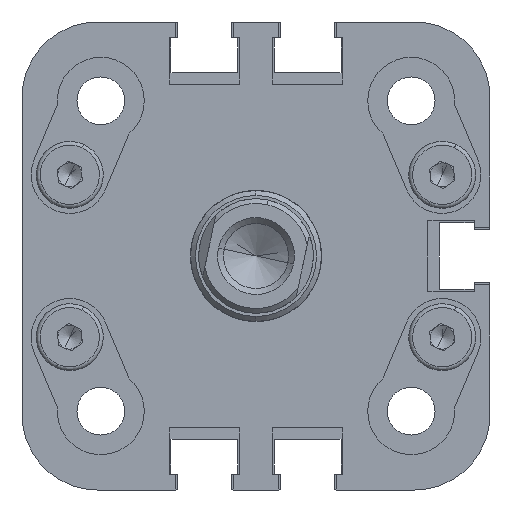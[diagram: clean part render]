
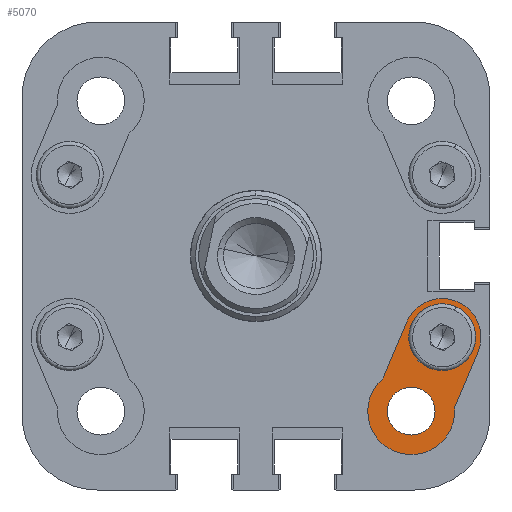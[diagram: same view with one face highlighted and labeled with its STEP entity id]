
A CAD part, left-side view. The second image highlights one B-rep face of the part: STEP entity #5070.
In plain terms, the highlighted face is planar.
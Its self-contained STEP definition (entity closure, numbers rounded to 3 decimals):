
#28 = DIRECTION ( 'NONE',  ( 0., 0., -1. ) ) ;
#472 = ORIENTED_EDGE ( 'NONE', *, *, #6188, .F. ) ;
#857 = CARTESIAN_POINT ( 'NONE',  ( -4.5, -16.25, 18.75 ) ) ;
#1162 = DIRECTION ( 'NONE',  ( 0., 0., -1. ) ) ;
#1467 = CARTESIAN_POINT ( 'NONE',  ( -4.5, -19.5, 4.45 ) ) ;
#1612 = DIRECTION ( 'NONE',  ( 1., 0., 0. ) ) ;
#1662 = EDGE_CURVE ( 'NONE', #8925, #8562, #18345, .T. ) ;
#1769 = ORIENTED_EDGE ( 'NONE', *, *, #15517, .T. ) ;
#1953 = FACE_OUTER_BOUND ( 'NONE', #4053, .T. ) ;
#2019 = ORIENTED_EDGE ( 'NONE', *, *, #4116, .F. ) ;
#2026 = AXIS2_PLACEMENT_3D ( 'NONE', #20023, #16380, #28 ) ;
#2067 = FACE_BOUND ( 'NONE', #16183, .T. ) ;
#2259 = DIRECTION ( 'NONE',  ( 0., 0., -1. ) ) ;
#2478 = CARTESIAN_POINT ( 'NONE',  ( -4.5, -23.235, 10.066 ) ) ;
#2621 = DIRECTION ( 'NONE',  ( 1., 0., 0. ) ) ;
#2832 = AXIS2_PLACEMENT_3D ( 'NONE', #18101, #8096, #6781 ) ;
#2859 = EDGE_CURVE ( 'NONE', #8471, #4534, #19368, .T. ) ;
#3163 = DIRECTION ( 'NONE',  ( 1., 0., 0. ) ) ;
#3509 = DIRECTION ( 'NONE',  ( 0., 0.387, 0.922 ) ) ;
#3659 = ORIENTED_EDGE ( 'NONE', *, *, #19092, .F. ) ;
#3807 = CARTESIAN_POINT ( 'NONE',  ( -4.5, -20.787, 15.904 ) ) ;
#3949 = DIRECTION ( 'NONE',  ( 0., 0., 1. ) ) ;
#4053 = EDGE_LOOP ( 'NONE', ( #472, #12666, #1769, #19527, #9657 ) ) ;
#4116 = EDGE_CURVE ( 'NONE', #10615, #14364, #19701, .T. ) ;
#4122 = CIRCLE ( 'NONE', #2026, 2.65 ) ;
#4534 = VERTEX_POINT ( 'NONE', #1467 ) ;
#4647 = DIRECTION ( 'NONE',  ( 1., 0., 0. ) ) ;
#4808 = CARTESIAN_POINT ( 'NONE',  ( -4.5, -16.25, 16.25 ) ) ;
#5070 = ADVANCED_FACE ( 'NONE', ( #16886, #2067, #1953 ), #15240, .F. ) ;
#5102 = VERTEX_POINT ( 'NONE', #857 ) ;
#5195 = DIRECTION ( 'NONE',  ( 0., -0.387, -0.922 ) ) ;
#5366 = CARTESIAN_POINT ( 'NONE',  ( -4.5, -16.25, 13.75 ) ) ;
#5942 = DIRECTION ( 'NONE',  ( 0., 0., 1. ) ) ;
#5949 = CIRCLE ( 'NONE', #2832, 4.05 ) ;
#6188 = EDGE_CURVE ( 'NONE', #8471, #12359, #16470, .T. ) ;
#6781 = DIRECTION ( 'NONE',  ( 0., 0., -1. ) ) ;
#6971 = CIRCLE ( 'NONE', #14949, 2.5 ) ;
#6979 = CARTESIAN_POINT ( 'NONE',  ( -4.5, -16.85, 8.5 ) ) ;
#8096 = DIRECTION ( 'NONE',  ( 1., 0., 0. ) ) ;
#8471 = VERTEX_POINT ( 'NONE', #2478 ) ;
#8541 = CIRCLE ( 'NONE', #19640, 2.5 ) ;
#8562 = VERTEX_POINT ( 'NONE', #19848 ) ;
#8925 = VERTEX_POINT ( 'NONE', #9714 ) ;
#8965 = EDGE_CURVE ( 'NONE', #14364, #10615, #4122, .T. ) ;
#9155 = CARTESIAN_POINT ( 'NONE',  ( -4.5, -16.25, 16.25 ) ) ;
#9531 = EDGE_CURVE ( 'NONE', #8925, #12359, #13159, .T. ) ;
#9601 = VECTOR ( 'NONE', #5195, 1000. ) ;
#9657 = ORIENTED_EDGE ( 'NONE', *, *, #9531, .T. ) ;
#9714 = CARTESIAN_POINT ( 'NONE',  ( -4.5, -13.317, 12.771 ) ) ;
#10008 = AXIS2_PLACEMENT_3D ( 'NONE', #16538, #1612, #14894 ) ;
#10033 = CARTESIAN_POINT ( 'NONE',  ( -4.5, -19.985, 17.816 ) ) ;
#10221 = EDGE_LOOP ( 'NONE', ( #3659, #15394 ) ) ;
#10335 = AXIS2_PLACEMENT_3D ( 'NONE', #12820, #16082, #1162 ) ;
#10343 = DIRECTION ( 'NONE',  ( -1., 0., 0. ) ) ;
#10615 = VERTEX_POINT ( 'NONE', #18588 ) ;
#11437 = ORIENTED_EDGE ( 'NONE', *, *, #8965, .F. ) ;
#11769 = AXIS2_PLACEMENT_3D ( 'NONE', #6979, #10343, #13624 ) ;
#12359 = VERTEX_POINT ( 'NONE', #3807 ) ;
#12666 = ORIENTED_EDGE ( 'NONE', *, *, #2859, .T. ) ;
#12820 = CARTESIAN_POINT ( 'NONE',  ( -4.5, -19.5, 8.5 ) ) ;
#12829 = AXIS2_PLACEMENT_3D ( 'NONE', #4808, #3163, #2259 ) ;
#13000 = EDGE_CURVE ( 'NONE', #5102, #17869, #6971, .T. ) ;
#13159 = CIRCLE ( 'NONE', #12829, 4.55 ) ;
#13456 = CARTESIAN_POINT ( 'NONE',  ( -4.5, -12.515, 14.684 ) ) ;
#13624 = DIRECTION ( 'NONE',  ( 0., 0., 1. ) ) ;
#14364 = VERTEX_POINT ( 'NONE', #20230 ) ;
#14542 = CARTESIAN_POINT ( 'NONE',  ( -4.5, -16.25, 16.25 ) ) ;
#14894 = DIRECTION ( 'NONE',  ( 0., 0., -1. ) ) ;
#14949 = AXIS2_PLACEMENT_3D ( 'NONE', #14542, #4647, #5942 ) ;
#15240 = PLANE ( 'NONE',  #11769 ) ;
#15394 = ORIENTED_EDGE ( 'NONE', *, *, #13000, .F. ) ;
#15517 = EDGE_CURVE ( 'NONE', #4534, #8562, #5949, .T. ) ;
#16082 = DIRECTION ( 'NONE',  ( 1., 0., 0. ) ) ;
#16183 = EDGE_LOOP ( 'NONE', ( #11437, #2019 ) ) ;
#16380 = DIRECTION ( 'NONE',  ( 1., 0., 0. ) ) ;
#16470 = LINE ( 'NONE', #10033, #18646 ) ;
#16538 = CARTESIAN_POINT ( 'NONE',  ( -4.5, -19.5, 8.5 ) ) ;
#16886 = FACE_BOUND ( 'NONE', #10221, .T. ) ;
#17869 = VERTEX_POINT ( 'NONE', #5366 ) ;
#18101 = CARTESIAN_POINT ( 'NONE',  ( -4.5, -19.5, 8.5 ) ) ;
#18345 = LINE ( 'NONE', #13456, #9601 ) ;
#18588 = CARTESIAN_POINT ( 'NONE',  ( -4.5, -19.5, 11.15 ) ) ;
#18646 = VECTOR ( 'NONE', #3509, 1000. ) ;
#19092 = EDGE_CURVE ( 'NONE', #17869, #5102, #8541, .T. ) ;
#19368 = CIRCLE ( 'NONE', #10008, 4.05 ) ;
#19527 = ORIENTED_EDGE ( 'NONE', *, *, #1662, .F. ) ;
#19640 = AXIS2_PLACEMENT_3D ( 'NONE', #9155, #2621, #3949 ) ;
#19701 = CIRCLE ( 'NONE', #10335, 2.65 ) ;
#19848 = CARTESIAN_POINT ( 'NONE',  ( -4.5, -15.765, 6.934 ) ) ;
#20023 = CARTESIAN_POINT ( 'NONE',  ( -4.5, -19.5, 8.5 ) ) ;
#20230 = CARTESIAN_POINT ( 'NONE',  ( -4.5, -19.5, 5.85 ) ) ;
